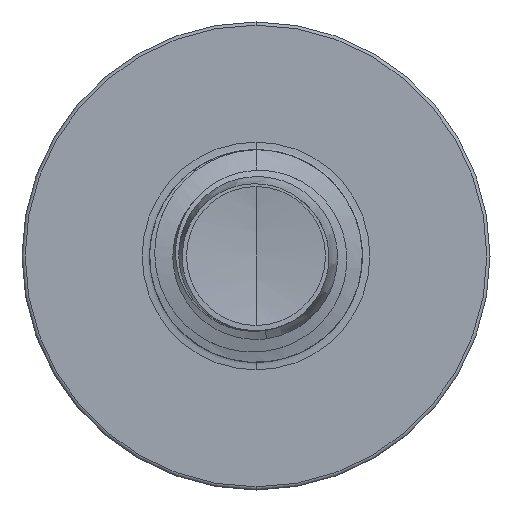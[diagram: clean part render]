
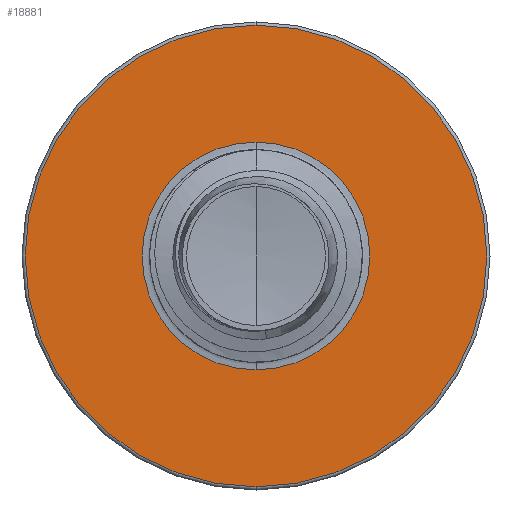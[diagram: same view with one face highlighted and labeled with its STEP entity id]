
A CAD part, front view. The second image highlights one B-rep face of the part: STEP entity #18881.
In plain terms, the highlighted planar face has unit normal (0, -1, 0).
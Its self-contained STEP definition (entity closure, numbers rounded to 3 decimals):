
#197 = CARTESIAN_POINT ( 'NONE',  ( 0., 12.5, 2.677 ) ) ;
#241 = PLANE ( 'NONE',  #7608 ) ;
#2137 = AXIS2_PLACEMENT_3D ( 'NONE', #6436, #20121, #8413 ) ;
#2278 = VERTEX_POINT ( 'NONE', #3578 ) ;
#2771 = DIRECTION ( 'NONE',  ( 0., 1., 0. ) ) ;
#2776 = VERTEX_POINT ( 'NONE', #13254 ) ;
#3578 = CARTESIAN_POINT ( 'NONE',  ( 0., 12.5, -5.425 ) ) ;
#5901 = CARTESIAN_POINT ( 'NONE',  ( 0., 12.5, -2.677 ) ) ;
#6242 = VERTEX_POINT ( 'NONE', #197 ) ;
#6436 = CARTESIAN_POINT ( 'NONE',  ( 0., 12.5, 0. ) ) ;
#7029 = AXIS2_PLACEMENT_3D ( 'NONE', #22248, #10545, #24198 ) ;
#7392 = EDGE_CURVE ( 'NONE', #2278, #2776, #18295, .T. ) ;
#7432 = EDGE_CURVE ( 'NONE', #14109, #6242, #18887, .T. ) ;
#7608 = AXIS2_PLACEMENT_3D ( 'NONE', #15865, #10099, #23747 ) ;
#8413 = DIRECTION ( 'NONE',  ( 0., 0., 1. ) ) ;
#8483 = CARTESIAN_POINT ( 'NONE',  ( 0., 12.5, 0. ) ) ;
#8726 = EDGE_CURVE ( 'NONE', #6242, #14109, #12739, .T. ) ;
#9739 = EDGE_LOOP ( 'NONE', ( #19698, #19283 ) ) ;
#10099 = DIRECTION ( 'NONE',  ( 0., 1., 0. ) ) ;
#10442 = DIRECTION ( 'NONE',  ( 0., 0., 1. ) ) ;
#10545 = DIRECTION ( 'NONE',  ( 0., 1., 0. ) ) ;
#12739 = CIRCLE ( 'NONE', #2137, 2.677 ) ;
#13254 = CARTESIAN_POINT ( 'NONE',  ( 0., 12.5, 5.425 ) ) ;
#13551 = AXIS2_PLACEMENT_3D ( 'NONE', #14434, #2771, #16422 ) ;
#13592 = CIRCLE ( 'NONE', #22638, 5.425 ) ;
#14109 = VERTEX_POINT ( 'NONE', #5901 ) ;
#14434 = CARTESIAN_POINT ( 'NONE',  ( 0., 12.5, 0. ) ) ;
#15763 = EDGE_CURVE ( 'NONE', #2776, #2278, #13592, .T. ) ;
#15865 = CARTESIAN_POINT ( 'NONE',  ( 0., 12.5, -2.677 ) ) ;
#16422 = DIRECTION ( 'NONE',  ( 0., 0., 1. ) ) ;
#17390 = FACE_OUTER_BOUND ( 'NONE', #9739, .T. ) ;
#18295 = CIRCLE ( 'NONE', #7029, 5.425 ) ;
#18732 = ORIENTED_EDGE ( 'NONE', *, *, #7432, .T. ) ;
#18881 = ADVANCED_FACE ( 'NONE', ( #17390, #21994 ), #241, .F. ) ;
#18887 = CIRCLE ( 'NONE', #13551, 2.677 ) ;
#19107 = ORIENTED_EDGE ( 'NONE', *, *, #8726, .T. ) ;
#19283 = ORIENTED_EDGE ( 'NONE', *, *, #7392, .F. ) ;
#19698 = ORIENTED_EDGE ( 'NONE', *, *, #15763, .F. ) ;
#20121 = DIRECTION ( 'NONE',  ( 0., 1., 0. ) ) ;
#21878 = EDGE_LOOP ( 'NONE', ( #19107, #18732 ) ) ;
#21994 = FACE_BOUND ( 'NONE', #21878, .T. ) ;
#22142 = DIRECTION ( 'NONE',  ( 0., 1., 0. ) ) ;
#22248 = CARTESIAN_POINT ( 'NONE',  ( 0., 12.5, 0. ) ) ;
#22638 = AXIS2_PLACEMENT_3D ( 'NONE', #8483, #22142, #10442 ) ;
#23747 = DIRECTION ( 'NONE',  ( 0., 0., 1. ) ) ;
#24198 = DIRECTION ( 'NONE',  ( 0., 0., 1. ) ) ;
